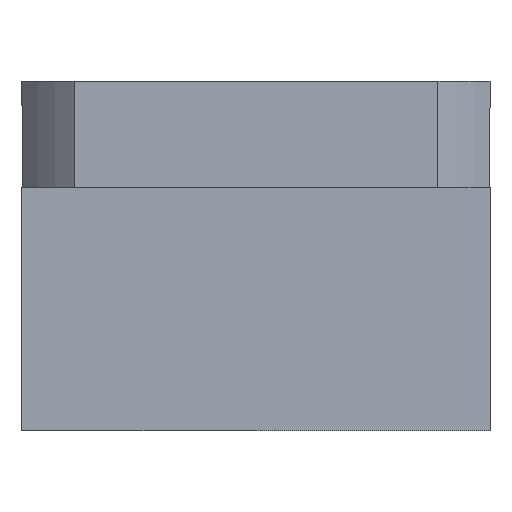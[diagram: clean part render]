
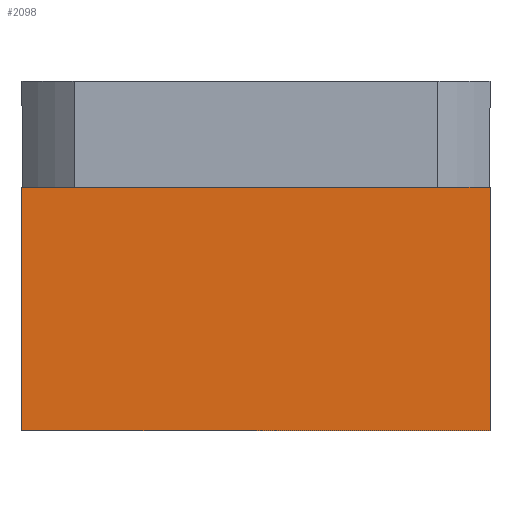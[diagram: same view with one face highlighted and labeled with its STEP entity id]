
A CAD part, front view. The second image highlights one B-rep face of the part: STEP entity #2098.
In plain terms, the highlighted planar face has unit normal (0, -1, 0).
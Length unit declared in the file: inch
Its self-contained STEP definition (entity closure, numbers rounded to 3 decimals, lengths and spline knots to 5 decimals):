
#1 = DIRECTION ( 'NONE',  ( -1., 0., 0. ) ) ;
#23 = CARTESIAN_POINT ( 'NONE',  ( -0.375, -0.115, -0.17 ) ) ;
#119 = VERTEX_POINT ( 'NONE', #23 ) ;
#198 = CARTESIAN_POINT ( 'NONE',  ( 0., -0.115, -0.17 ) ) ;
#210 = AXIS2_PLACEMENT_3D ( 'NONE', #2816, #3522, #3900 ) ;
#219 = PLANE ( 'NONE',  #210 ) ;
#361 = VERTEX_POINT ( 'NONE', #2067 ) ;
#404 = EDGE_CURVE ( 'NONE', #361, #4688, #2897, .T. ) ;
#564 = EDGE_CURVE ( 'NONE', #3049, #361, #3060, .T. ) ;
#574 = ORIENTED_EDGE ( 'NONE', *, *, #2626, .F. ) ;
#858 = DIRECTION ( 'NONE',  ( 0., 0., -1. ) ) ;
#878 = CARTESIAN_POINT ( 'NONE',  ( -0.375, -0.115, 0. ) ) ;
#1179 = ORIENTED_EDGE ( 'NONE', *, *, #404, .F. ) ;
#1420 = VECTOR ( 'NONE', #2343, 39.37008 ) ;
#1765 = VECTOR ( 'NONE', #1, 39.37008 ) ;
#2063 = FACE_OUTER_BOUND ( 'NONE', #2438, .T. ) ;
#2067 = CARTESIAN_POINT ( 'NONE',  ( 0.375, -0.115, -0.56 ) ) ;
#2098 = ADVANCED_FACE ( 'NONE', ( #2063 ), #219, .F. ) ;
#2343 = DIRECTION ( 'NONE',  ( 0., 0., -1. ) ) ;
#2438 = EDGE_LOOP ( 'NONE', ( #574, #3365, #1179, #3616 ) ) ;
#2459 = LINE ( 'NONE', #198, #2682 ) ;
#2624 = CARTESIAN_POINT ( 'NONE',  ( 0.375, -0.115, 0. ) ) ;
#2626 = EDGE_CURVE ( 'NONE', #119, #3049, #2459, .T. ) ;
#2682 = VECTOR ( 'NONE', #3055, 39.37008 ) ;
#2734 = VECTOR ( 'NONE', #858, 39.37008 ) ;
#2789 = LINE ( 'NONE', #878, #1420 ) ;
#2816 = CARTESIAN_POINT ( 'NONE',  ( 0.375, -0.115, 0. ) ) ;
#2897 = LINE ( 'NONE', #3186, #1765 ) ;
#3049 = VERTEX_POINT ( 'NONE', #3402 ) ;
#3055 = DIRECTION ( 'NONE',  ( 1., 0., 0. ) ) ;
#3060 = LINE ( 'NONE', #2624, #2734 ) ;
#3082 = CARTESIAN_POINT ( 'NONE',  ( -0.375, -0.115, -0.56 ) ) ;
#3186 = CARTESIAN_POINT ( 'NONE',  ( 0.375, -0.115, -0.56 ) ) ;
#3365 = ORIENTED_EDGE ( 'NONE', *, *, #3991, .T. ) ;
#3402 = CARTESIAN_POINT ( 'NONE',  ( 0.375, -0.115, -0.17 ) ) ;
#3522 = DIRECTION ( 'NONE',  ( 0., 1., 0. ) ) ;
#3616 = ORIENTED_EDGE ( 'NONE', *, *, #564, .F. ) ;
#3900 = DIRECTION ( 'NONE',  ( 0., 0., 1. ) ) ;
#3991 = EDGE_CURVE ( 'NONE', #119, #4688, #2789, .T. ) ;
#4688 = VERTEX_POINT ( 'NONE', #3082 ) ;
